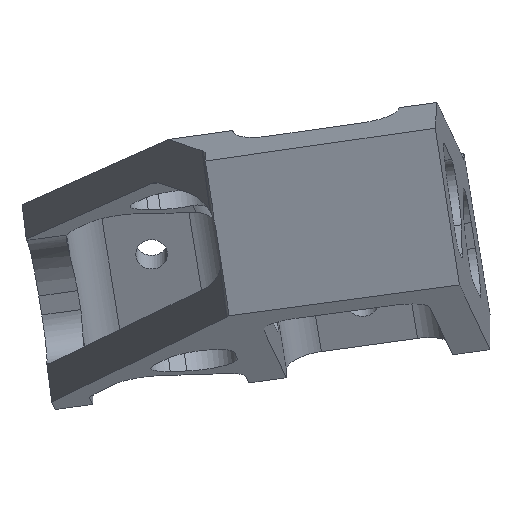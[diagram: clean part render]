
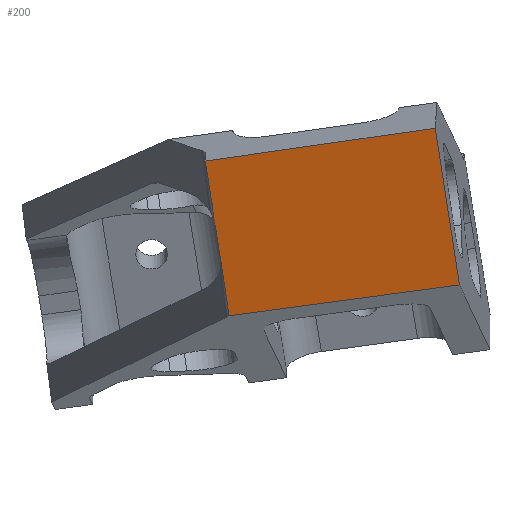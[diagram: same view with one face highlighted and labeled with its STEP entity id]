
A CAD part, front view. The second image highlights one B-rep face of the part: STEP entity #200.
In plain terms, the highlighted planar face has unit normal (0, -0.961, -0.276).
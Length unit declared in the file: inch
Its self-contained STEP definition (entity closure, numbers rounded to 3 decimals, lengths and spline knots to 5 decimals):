
#139=PLANE('',#2252);
#200=ADVANCED_FACE('',(#339),#139,.F.);
#339=FACE_OUTER_BOUND('',#426,.T.);
#426=EDGE_LOOP('',(#867,#868,#869,#870,#871,#872,#873,#874));
#614=ELLIPSE('',#2249,0.40738,0.18);
#615=ELLIPSE('',#2250,0.40738,0.18);
#616=ELLIPSE('',#2251,0.18003,0.18);
#867=ORIENTED_EDGE('',*,*,#1570,.F.);
#868=ORIENTED_EDGE('',*,*,#1666,.T.);
#869=ORIENTED_EDGE('',*,*,#1667,.T.);
#870=ORIENTED_EDGE('',*,*,#1628,.T.);
#871=ORIENTED_EDGE('',*,*,#1668,.T.);
#872=ORIENTED_EDGE('',*,*,#1649,.F.);
#873=ORIENTED_EDGE('',*,*,#1669,.T.);
#874=ORIENTED_EDGE('',*,*,#1670,.T.);
#1344=VERTEX_POINT('',#3166);
#1349=VERTEX_POINT('',#3175);
#1392=VERTEX_POINT('',#3327);
#1393=VERTEX_POINT('',#3329);
#1411=VERTEX_POINT('',#3367);
#1412=VERTEX_POINT('',#3369);
#1423=VERTEX_POINT('',#3401);
#1424=VERTEX_POINT('',#3405);
#1570=EDGE_CURVE('',#1349,#1344,#1840,.T.);
#1628=EDGE_CURVE('',#1393,#1392,#1878,.T.);
#1649=EDGE_CURVE('',#1412,#1411,#1892,.T.);
#1666=EDGE_CURVE('',#1349,#1423,#614,.T.);
#1667=EDGE_CURVE('',#1423,#1393,#1904,.T.);
#1668=EDGE_CURVE('',#1392,#1411,#1905,.T.);
#1669=EDGE_CURVE('',#1412,#1424,#615,.T.);
#1670=EDGE_CURVE('',#1424,#1344,#616,.T.);
#1840=LINE('',#3176,#2032);
#1878=LINE('',#3328,#2070);
#1892=LINE('',#3370,#2084);
#1904=LINE('',#3402,#2096);
#1905=LINE('',#3403,#2097);
#2032=VECTOR('',#2498,1.);
#2070=VECTOR('',#2594,1.);
#2084=VECTOR('',#2624,1.);
#2096=VECTOR('',#2654,1.);
#2097=VECTOR('',#2655,1.);
#2249=AXIS2_PLACEMENT_3D('',#3400,#2652,#2653);
#2250=AXIS2_PLACEMENT_3D('',#3404,#2656,#2657);
#2251=AXIS2_PLACEMENT_3D('',#3406,#2658,#2659);
#2252=AXIS2_PLACEMENT_3D('',#3407,#2660,#2661);
#2498=DIRECTION('',(-0.147,-0.273,0.951));
#2594=DIRECTION('',(-0.147,-0.273,0.951));
#2624=DIRECTION('',(-0.147,-0.273,0.951));
#2652=DIRECTION('',(0.,0.961,0.276));
#2653=DIRECTION('',(-0.138,-0.273,0.952));
#2654=DIRECTION('',(0.99,-0.038,0.133));
#2655=DIRECTION('',(-0.989,0.04,-0.141));
#2656=DIRECTION('',(0.,0.961,0.276));
#2657=DIRECTION('',(-0.138,-0.273,0.952));
#2658=DIRECTION('',(0.,0.961,0.276));
#2659=DIRECTION('',(-0.936,0.097,-0.338));
#2660=DIRECTION('',(0.,0.961,0.276));
#2661=DIRECTION('',(0.,-0.276,0.961));
#3166=CARTESIAN_POINT('',(403.48824,19.73037,-67.22073));
#3175=CARTESIAN_POINT('',(403.58288,19.90617,-67.83383));
#3176=CARTESIAN_POINT('',(401.72213,16.44967,-55.7796));
#3327=CARTESIAN_POINT('',(405.23007,19.51006,-66.45244));
#3328=CARTESIAN_POINT('',(386.44479,-15.38519,55.24178));
#3329=CARTESIAN_POINT('',(405.42153,19.8657,-67.6927));
#3367=CARTESIAN_POINT('',(403.40974,19.58455,-66.7122));
#3369=CARTESIAN_POINT('',(403.46543,19.68799,-67.07297));
#3370=CARTESIAN_POINT('',(401.72213,16.44967,-55.7796));
#3400=CARTESIAN_POINT('',(403.40574,19.91521,-67.86535));
#3401=CARTESIAN_POINT('',(403.5924,19.93604,-67.93802));
#3402=CARTESIAN_POINT('',(405.17159,19.87531,-67.72622));
#3403=CARTESIAN_POINT('',(402.38645,19.62642,-66.85823));
#3404=CARTESIAN_POINT('',(403.28829,19.69703,-67.10449));
#3405=CARTESIAN_POINT('',(403.47493,19.71766,-67.17642));
#3406=CARTESIAN_POINT('',(403.31016,19.73765,-67.24615));
#3407=CARTESIAN_POINT('',(404.86535,16.32111,-55.33126));
